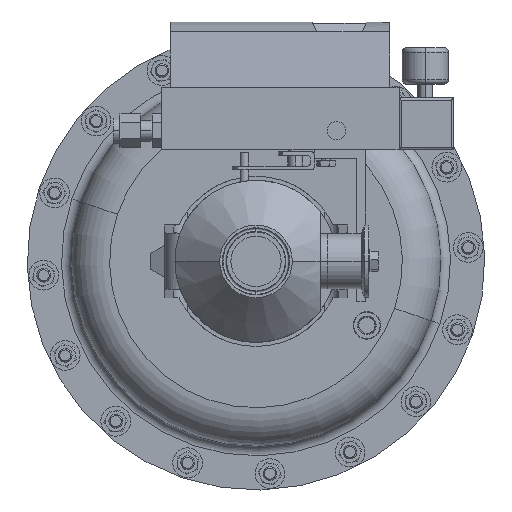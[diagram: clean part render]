
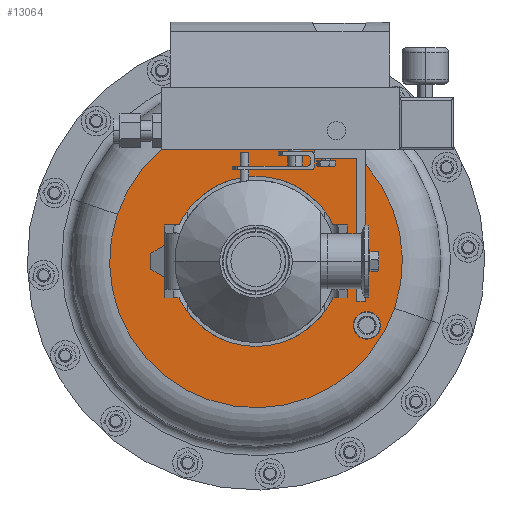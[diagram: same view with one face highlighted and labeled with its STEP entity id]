
A CAD part, front view. The second image highlights one B-rep face of the part: STEP entity #13064.
In plain terms, the highlighted planar face has unit normal (0, -1, 0).
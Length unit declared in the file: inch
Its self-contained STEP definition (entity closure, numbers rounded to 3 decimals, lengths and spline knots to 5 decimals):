
#548 = ORIENTED_EDGE ( 'NONE', *, *, #950, .F. ) ;
#950 = EDGE_CURVE ( 'NONE', #3825, #10764, #14871, .T. ) ;
#3825 = VERTEX_POINT ( 'NONE', #31104 ) ;
#4986 = EDGE_CURVE ( 'NONE', #21794, #21379, #14676, .T. ) ;
#5715 = DIRECTION ( 'NONE',  ( 0., -1., 0. ) ) ;
#5898 = DIRECTION ( 'NONE',  ( 0., 1., 0. ) ) ;
#7404 = CARTESIAN_POINT ( 'NONE',  ( 0., 9.66, 0. ) ) ;
#7840 = CARTESIAN_POINT ( 'NONE',  ( 0., 9.66, 0. ) ) ;
#8592 = CIRCLE ( 'NONE', #12552, 2.325 ) ;
#8956 = CARTESIAN_POINT ( 'NONE',  ( 0., 9.66, 2.325 ) ) ;
#9469 = PLANE ( 'NONE',  #23959 ) ;
#9837 = FACE_BOUND ( 'NONE', #11394, .T. ) ;
#10387 = DIRECTION ( 'NONE',  ( 0.947, 0., -0.321 ) ) ;
#10764 = VERTEX_POINT ( 'NONE', #18997 ) ;
#10804 = EDGE_CURVE ( 'NONE', #26810, #32722, #8592, .T. ) ;
#11093 = EDGE_CURVE ( 'NONE', #10764, #3825, #27446, .T. ) ;
#11242 = EDGE_LOOP ( 'NONE', ( #14907, #28506 ) ) ;
#11394 = EDGE_LOOP ( 'NONE', ( #30265, #19616 ) ) ;
#12329 = AXIS2_PLACEMENT_3D ( 'NONE', #7404, #13017, #10387 ) ;
#12552 = AXIS2_PLACEMENT_3D ( 'NONE', #31203, #24808, #31328 ) ;
#12655 = ORIENTED_EDGE ( 'NONE', *, *, #11093, .F. ) ;
#13017 = DIRECTION ( 'NONE',  ( 0., 1., 0. ) ) ;
#13064 = ADVANCED_FACE ( 'NONE', ( #9837, #26947, #16978 ), #9469, .T. ) ;
#13213 = DIRECTION ( 'NONE',  ( 0., -1., 0. ) ) ;
#14676 = CIRCLE ( 'NONE', #20794, 0.375 ) ;
#14871 = CIRCLE ( 'NONE', #28733, 4. ) ;
#14907 = ORIENTED_EDGE ( 'NONE', *, *, #4986, .T. ) ;
#16978 = FACE_BOUND ( 'NONE', #11242, .T. ) ;
#17275 = CARTESIAN_POINT ( 'NONE',  ( 3.03109, 9.66, -1.75 ) ) ;
#17520 = DIRECTION ( 'NONE',  ( 0.249, 0., -0.969 ) ) ;
#17836 = DIRECTION ( 'NONE',  ( -0.947, 0., 0.321 ) ) ;
#18847 = AXIS2_PLACEMENT_3D ( 'NONE', #21635, #13213, #29986 ) ;
#18997 = CARTESIAN_POINT ( 'NONE',  ( -3.78772, 9.66, 1.28576 ) ) ;
#19082 = EDGE_LOOP ( 'NONE', ( #548, #12655 ) ) ;
#19616 = ORIENTED_EDGE ( 'NONE', *, *, #10804, .F. ) ;
#20794 = AXIS2_PLACEMENT_3D ( 'NONE', #17275, #5898, #26008 ) ;
#21076 = EDGE_CURVE ( 'NONE', #21379, #21794, #35055, .T. ) ;
#21379 = VERTEX_POINT ( 'NONE', #35902 ) ;
#21635 = CARTESIAN_POINT ( 'NONE',  ( 0., 9.66, 0. ) ) ;
#21794 = VERTEX_POINT ( 'NONE', #27398 ) ;
#21973 = AXIS2_PLACEMENT_3D ( 'NONE', #26237, #35025, #17520 ) ;
#22600 = CIRCLE ( 'NONE', #18847, 2.325 ) ;
#23959 = AXIS2_PLACEMENT_3D ( 'NONE', #36131, #5715, #17836 ) ;
#24808 = DIRECTION ( 'NONE',  ( 0., -1., 0. ) ) ;
#26008 = DIRECTION ( 'NONE',  ( 0.249, 0., -0.969 ) ) ;
#26237 = CARTESIAN_POINT ( 'NONE',  ( 3.03109, 9.66, -1.75 ) ) ;
#26810 = VERTEX_POINT ( 'NONE', #8956 ) ;
#26947 = FACE_OUTER_BOUND ( 'NONE', #19082, .T. ) ;
#27398 = CARTESIAN_POINT ( 'NONE',  ( 3.1244, 9.66, -2.11321 ) ) ;
#27446 = CIRCLE ( 'NONE', #12329, 4. ) ;
#27945 = DIRECTION ( 'NONE',  ( 0., 1., 0. ) ) ;
#28506 = ORIENTED_EDGE ( 'NONE', *, *, #21076, .T. ) ;
#28733 = AXIS2_PLACEMENT_3D ( 'NONE', #7840, #27945, #33708 ) ;
#29986 = DIRECTION ( 'NONE',  ( 0., 0., -1. ) ) ;
#30265 = ORIENTED_EDGE ( 'NONE', *, *, #36633, .F. ) ;
#31104 = CARTESIAN_POINT ( 'NONE',  ( 3.78772, 9.66, -1.28576 ) ) ;
#31203 = CARTESIAN_POINT ( 'NONE',  ( 0., 9.66, 0. ) ) ;
#31328 = DIRECTION ( 'NONE',  ( 0., 0., -1. ) ) ;
#32481 = CARTESIAN_POINT ( 'NONE',  ( 0., 9.66, -2.325 ) ) ;
#32722 = VERTEX_POINT ( 'NONE', #32481 ) ;
#33708 = DIRECTION ( 'NONE',  ( 0.947, 0., -0.321 ) ) ;
#35025 = DIRECTION ( 'NONE',  ( 0., 1., 0. ) ) ;
#35055 = CIRCLE ( 'NONE', #21973, 0.375 ) ;
#35902 = CARTESIAN_POINT ( 'NONE',  ( 2.93778, 9.66, -1.38679 ) ) ;
#36131 = CARTESIAN_POINT ( 'NONE',  ( -1.28576, 9.66, -3.78772 ) ) ;
#36633 = EDGE_CURVE ( 'NONE', #32722, #26810, #22600, .T. ) ;
